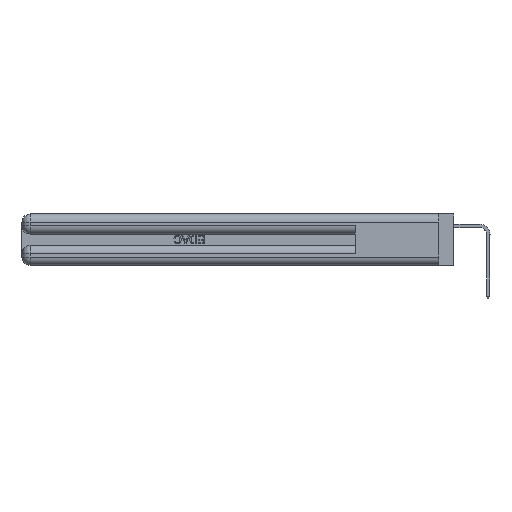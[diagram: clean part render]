
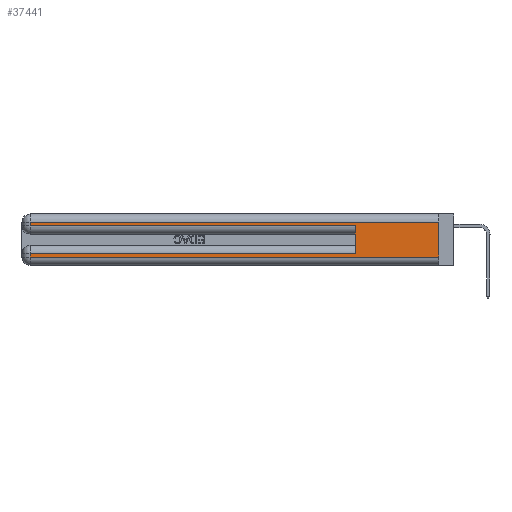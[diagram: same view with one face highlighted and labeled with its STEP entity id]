
A CAD part, left-side view. The second image highlights one B-rep face of the part: STEP entity #37441.
In plain terms, the highlighted planar face has unit normal (-1, 0, 0).
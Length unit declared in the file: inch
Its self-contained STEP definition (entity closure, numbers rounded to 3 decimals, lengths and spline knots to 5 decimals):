
#980 = CARTESIAN_POINT ( 'NONE',  ( 0., 2.94, 0.37 ) ) ;
#1840 = DIRECTION ( 'NONE',  ( 0., -1., 0. ) ) ;
#2445 = EDGE_LOOP ( 'NONE', ( #45764, #22060, #13412, #16082, #4899, #42752, #12968, #45415 ) ) ;
#2475 = LINE ( 'NONE', #980, #30994 ) ;
#2659 = LINE ( 'NONE', #25014, #31173 ) ;
#2745 = DIRECTION ( 'NONE',  ( 0., 0., -1. ) ) ;
#4486 = FACE_OUTER_BOUND ( 'NONE', #2445, .T. ) ;
#4899 = ORIENTED_EDGE ( 'NONE', *, *, #38232, .F. ) ;
#5284 = EDGE_CURVE ( 'NONE', #13395, #9808, #43151, .T. ) ;
#5584 = CARTESIAN_POINT ( 'NONE',  ( 0., 0., 0.06 ) ) ;
#5667 = AXIS2_PLACEMENT_3D ( 'NONE', #44262, #22065, #48005 ) ;
#5868 = DIRECTION ( 'NONE',  ( 0., 0., -1. ) ) ;
#7921 = VECTOR ( 'NONE', #9720, 39.37008 ) ;
#9420 = CARTESIAN_POINT ( 'NONE',  ( 0., 0.6, 0.085 ) ) ;
#9554 = CARTESIAN_POINT ( 'NONE',  ( 0., 2.94, 0.085 ) ) ;
#9720 = DIRECTION ( 'NONE',  ( 0., 0., 1. ) ) ;
#9808 = VERTEX_POINT ( 'NONE', #31205 ) ;
#10930 = PLANE ( 'NONE',  #5667 ) ;
#12283 = DIRECTION ( 'NONE',  ( 0., 0., -1. ) ) ;
#12968 = ORIENTED_EDGE ( 'NONE', *, *, #40237, .T. ) ;
#13096 = DIRECTION ( 'NONE',  ( 0., -1., 0. ) ) ;
#13395 = VERTEX_POINT ( 'NONE', #44089 ) ;
#13412 = ORIENTED_EDGE ( 'NONE', *, *, #22981, .T. ) ;
#13816 = VERTEX_POINT ( 'NONE', #9420 ) ;
#14511 = VECTOR ( 'NONE', #24598, 39.37008 ) ;
#14799 = EDGE_CURVE ( 'NONE', #13816, #34153, #34189, .T. ) ;
#15796 = CARTESIAN_POINT ( 'NONE',  ( 0., 2.94, 0.285 ) ) ;
#16079 = VERTEX_POINT ( 'NONE', #28556 ) ;
#16082 = ORIENTED_EDGE ( 'NONE', *, *, #46059, .T. ) ;
#16511 = VECTOR ( 'NONE', #5868, 39.37008 ) ;
#16710 = CARTESIAN_POINT ( 'NONE',  ( 0., 0., 0.285 ) ) ;
#17353 = CARTESIAN_POINT ( 'NONE',  ( 0., 0., 0.31 ) ) ;
#21482 = VERTEX_POINT ( 'NONE', #15796 ) ;
#22060 = ORIENTED_EDGE ( 'NONE', *, *, #46499, .T. ) ;
#22065 = DIRECTION ( 'NONE',  ( 1., 0., 0. ) ) ;
#22981 = EDGE_CURVE ( 'NONE', #16079, #21482, #2475, .T. ) ;
#24452 = CARTESIAN_POINT ( 'NONE',  ( 0., 0.6, 0.145 ) ) ;
#24479 = VERTEX_POINT ( 'NONE', #17353 ) ;
#24598 = DIRECTION ( 'NONE',  ( 0., 1., 0. ) ) ;
#25014 = CARTESIAN_POINT ( 'NONE',  ( 0., 0., 0.37 ) ) ;
#25038 = LINE ( 'NONE', #16710, #33742 ) ;
#26177 = VECTOR ( 'NONE', #41054, 39.37008 ) ;
#28556 = CARTESIAN_POINT ( 'NONE',  ( 0., 2.94, 0.31 ) ) ;
#29863 = LINE ( 'NONE', #46568, #16511 ) ;
#30994 = VECTOR ( 'NONE', #12283, 39.37008 ) ;
#31173 = VECTOR ( 'NONE', #2745, 39.37008 ) ;
#31186 = EDGE_CURVE ( 'NONE', #24479, #9808, #2659, .T. ) ;
#31205 = CARTESIAN_POINT ( 'NONE',  ( 0., 0., 0.06 ) ) ;
#31768 = VERTEX_POINT ( 'NONE', #42911 ) ;
#33339 = VECTOR ( 'NONE', #13096, 39.37008 ) ;
#33742 = VECTOR ( 'NONE', #1840, 39.37008 ) ;
#34153 = VERTEX_POINT ( 'NONE', #9554 ) ;
#34189 = LINE ( 'NONE', #35615, #14511 ) ;
#35615 = CARTESIAN_POINT ( 'NONE',  ( 0., 0., 0.085 ) ) ;
#37349 = CARTESIAN_POINT ( 'NONE',  ( 0., 0., 0.31 ) ) ;
#37441 = ADVANCED_FACE ( 'NONE', ( #4486 ), #10930, .F. ) ;
#37469 = LINE ( 'NONE', #24452, #7921 ) ;
#38232 = EDGE_CURVE ( 'NONE', #13816, #31768, #37469, .T. ) ;
#40237 = EDGE_CURVE ( 'NONE', #34153, #13395, #29863, .T. ) ;
#41054 = DIRECTION ( 'NONE',  ( 0., 1., 0. ) ) ;
#42752 = ORIENTED_EDGE ( 'NONE', *, *, #14799, .T. ) ;
#42911 = CARTESIAN_POINT ( 'NONE',  ( 0., 0.6, 0.285 ) ) ;
#43151 = LINE ( 'NONE', #5584, #33339 ) ;
#44089 = CARTESIAN_POINT ( 'NONE',  ( 0., 2.94, 0.06 ) ) ;
#44262 = CARTESIAN_POINT ( 'NONE',  ( 0., 0., 0.37 ) ) ;
#45415 = ORIENTED_EDGE ( 'NONE', *, *, #5284, .T. ) ;
#45764 = ORIENTED_EDGE ( 'NONE', *, *, #31186, .F. ) ;
#45868 = LINE ( 'NONE', #37349, #26177 ) ;
#46059 = EDGE_CURVE ( 'NONE', #21482, #31768, #25038, .T. ) ;
#46499 = EDGE_CURVE ( 'NONE', #24479, #16079, #45868, .T. ) ;
#46568 = CARTESIAN_POINT ( 'NONE',  ( 0., 2.94, 0.37 ) ) ;
#48005 = DIRECTION ( 'NONE',  ( 0., 0., -1. ) ) ;
